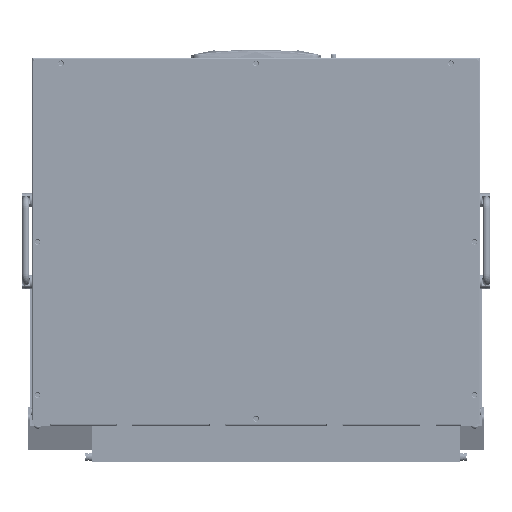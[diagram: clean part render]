
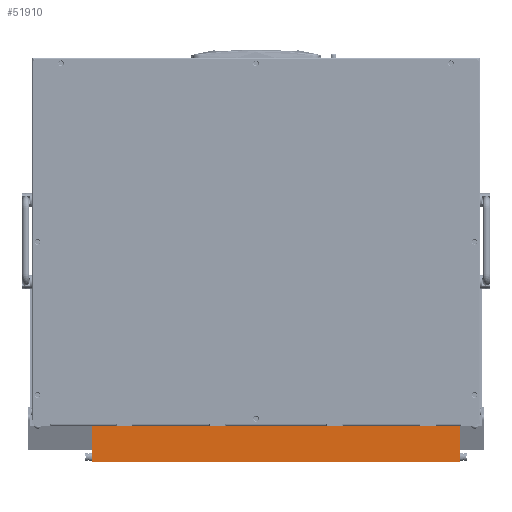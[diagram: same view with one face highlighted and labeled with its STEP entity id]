
A CAD part, front view. The second image highlights one B-rep face of the part: STEP entity #51910.
In plain terms, the highlighted planar face has unit normal (0, -1, 0).
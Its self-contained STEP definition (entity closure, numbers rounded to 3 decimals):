
#4149 = DIRECTION ( 'NONE',  ( 0.017, 0., 1. ) ) ;
#5980 = DIRECTION ( 'NONE',  ( 0., 1., 0. ) ) ;
#6426 = VECTOR ( 'NONE', #78446, 1000. ) ;
#9817 = CARTESIAN_POINT ( 'NONE',  ( -7.864, 0., -18.188 ) ) ;
#18833 = VERTEX_POINT ( 'NONE', #22787 ) ;
#20862 = LINE ( 'NONE', #96859, #6426 ) ;
#22787 = CARTESIAN_POINT ( 'NONE',  ( -0.004, 0., 432.085 ) ) ;
#22930 = EDGE_CURVE ( 'NONE', #51622, #68122, #73444, .T. ) ;
#23861 = CARTESIAN_POINT ( 'NONE',  ( 44.443, 0., 431.563 ) ) ;
#24038 = EDGE_CURVE ( 'NONE', #25529, #51622, #34425, .T. ) ;
#25529 = VERTEX_POINT ( 'NONE', #104130 ) ;
#30565 = DIRECTION ( 'NONE',  ( 0., 0., 1. ) ) ;
#31540 = ORIENTED_EDGE ( 'NONE', *, *, #24038, .T. ) ;
#34425 = LINE ( 'NONE', #9817, #40979 ) ;
#37682 = CARTESIAN_POINT ( 'NONE',  ( 44.443, 0., 431.563 ) ) ;
#37722 = ORIENTED_EDGE ( 'NONE', *, *, #44282, .F. ) ;
#40320 = CARTESIAN_POINT ( 'NONE',  ( 36.579, 0., -18.964 ) ) ;
#40979 = VECTOR ( 'NONE', #78553, 1000. ) ;
#43777 = EDGE_LOOP ( 'NONE', ( #31540, #110315, #55595, #37722 ) ) ;
#44282 = EDGE_CURVE ( 'NONE', #25529, #18833, #20862, .T. ) ;
#51622 = VERTEX_POINT ( 'NONE', #40320 ) ;
#51910 = ADVANCED_FACE ( 'NONE', ( #56801 ), #57355, .F. ) ;
#55595 = ORIENTED_EDGE ( 'NONE', *, *, #90233, .T. ) ;
#56801 = FACE_OUTER_BOUND ( 'NONE', #43777, .T. ) ;
#57355 = PLANE ( 'NONE',  #71668 ) ;
#58516 = VECTOR ( 'NONE', #4149, 1000. ) ;
#60951 = CARTESIAN_POINT ( 'NONE',  ( -0.004, 0., 432.085 ) ) ;
#61192 = VECTOR ( 'NONE', #87765, 1000. ) ;
#66955 = CARTESIAN_POINT ( 'NONE',  ( 44.439, 0., 431.309 ) ) ;
#68122 = VERTEX_POINT ( 'NONE', #66955 ) ;
#71668 = AXIS2_PLACEMENT_3D ( 'NONE', #23861, #5980, #30565 ) ;
#73444 = LINE ( 'NONE', #37682, #58516 ) ;
#78446 = DIRECTION ( 'NONE',  ( 0.017, 0., 1. ) ) ;
#78553 = DIRECTION ( 'NONE',  ( 1., 0., -0.017 ) ) ;
#78849 = LINE ( 'NONE', #60951, #61192 ) ;
#87765 = DIRECTION ( 'NONE',  ( -1., 0., 0.017 ) ) ;
#90233 = EDGE_CURVE ( 'NONE', #68122, #18833, #78849, .T. ) ;
#96859 = CARTESIAN_POINT ( 'NONE',  ( -0.084, 0., 427.514 ) ) ;
#104130 = CARTESIAN_POINT ( 'NONE',  ( -7.864, 0., -18.188 ) ) ;
#110315 = ORIENTED_EDGE ( 'NONE', *, *, #22930, .T. ) ;
